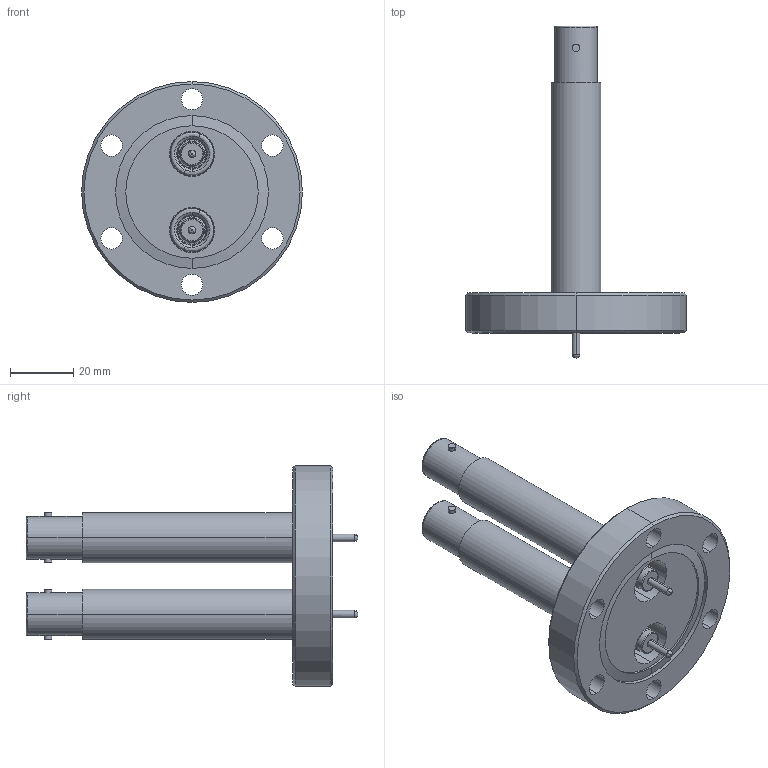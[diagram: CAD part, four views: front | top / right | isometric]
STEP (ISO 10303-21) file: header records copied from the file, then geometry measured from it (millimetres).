
FILE_DESCRIPTION (( 'STEP AP203' ), '1' );
FILE_NAME ('A2300-1-CF.STEP', '2011-10-21T12:18:08', ( '' ), ( '' ), 'SwSTEP 2.0', 'SolidWorks 2011', '' );
FILE_SCHEMA (( 'CONFIG_CONTROL_DESIGN' ));
Length unit declared in the file: inch
Products named in the file (1): A2300-1-CF
Bounding box: 69.85 x 104.95 x 69.85 mm (x, y, z)
Volume: 60529.9 mm3; surface area: 38686.2 mm2
Topology: 1 solids, 1 shells, 213 faces, 476 edges, 308 vertices
Faces by surface type: cylinder 110, plane 45, bspline 36, cone 22
Entity records: 7437 total; most frequent: CARTESIAN_POINT 2510, DIRECTION 1104, ORIENTED_EDGE 952, AXIS2_PLACEMENT_3D 486, EDGE_CURVE 476, CIRCLE 308, VERTEX_POINT 308, EDGE_LOOP 268
